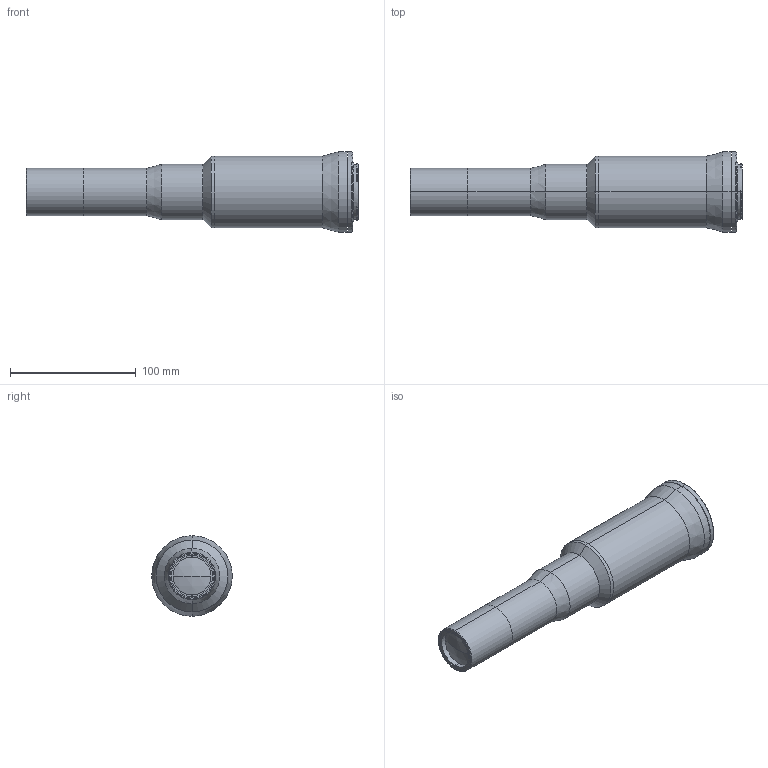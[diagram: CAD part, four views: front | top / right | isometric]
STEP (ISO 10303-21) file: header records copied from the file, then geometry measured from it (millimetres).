
FILE_DESCRIPTION (( 'STEP AP203' ), '1' );
FILE_NAME ('DP20091_TC16M018-F.step', '2019-11-25T08:34:18', ( '' ), ( '' ), 'SwSTEP 2.0', 'SolidWorks 2018', '' );
FILE_SCHEMA (( 'CONFIG_CONTROL_DESIGN' ));
Length unit declared in the file: millimetre
Products named in the file (2): DP20091_TC16M018-F
Bounding box: 263.88 x 64 x 64 mm (x, y, z)
Surface area: 67793.8 mm2 (no closed solid volume)
Topology: 0 solids, 6 shells, 80 faces, 213 edges, 141 vertices
Faces by surface type: cylinder 39, plane 23, cone 16, sphere 2
Entity records: 2668 total; most frequent: DIRECTION 486, CARTESIAN_POINT 454, ORIENTED_EDGE 370, EDGE_CURVE 213, AXIS2_PLACEMENT_3D 197, VERTEX_POINT 141, CIRCLE 115, VECTOR 92
